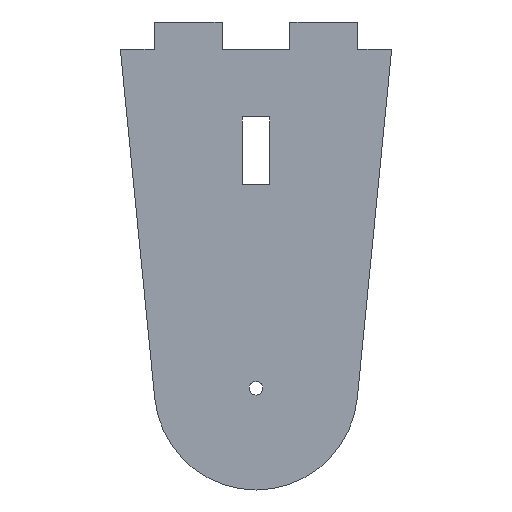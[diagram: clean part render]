
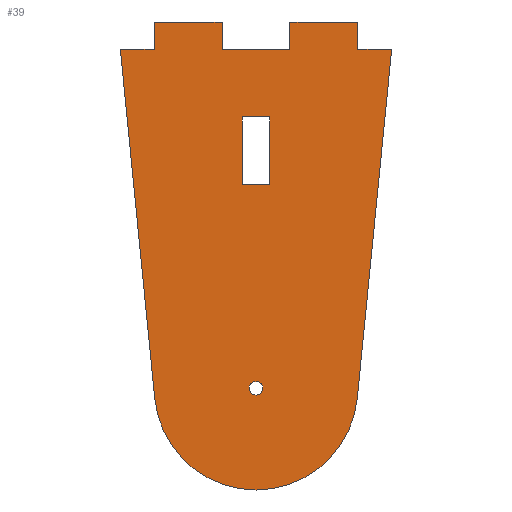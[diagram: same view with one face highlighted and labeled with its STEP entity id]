
A CAD part, front view. The second image highlights one B-rep face of the part: STEP entity #39.
In plain terms, the highlighted planar face has unit normal (0, -1, 0).
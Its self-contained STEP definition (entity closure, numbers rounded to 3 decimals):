
#4 = VERTEX_POINT ( 'NONE', #203 ) ;
#5 = ORIENTED_EDGE ( 'NONE', *, *, #26, .F. ) ;
#7 = CARTESIAN_POINT ( 'NONE',  ( -15., -2., 50. ) ) ;
#8 = ORIENTED_EDGE ( 'NONE', *, *, #231, .F. ) ;
#14 = CARTESIAN_POINT ( 'NONE',  ( 5., -2., 54. ) ) ;
#15 = DIRECTION ( 'NONE',  ( 0., 1., 0. ) ) ;
#16 = DIRECTION ( 'NONE',  ( 0., 0., 1. ) ) ;
#20 = LINE ( 'NONE', #85, #275 ) ;
#23 = AXIS2_PLACEMENT_3D ( 'NONE', #189, #588, #68 ) ;
#25 = FACE_OUTER_BOUND ( 'NONE', #161, .T. ) ;
#26 = EDGE_CURVE ( 'NONE', #282, #119, #90, .T. ) ;
#28 = VERTEX_POINT ( 'NONE', #542 ) ;
#29 = DIRECTION ( 'NONE',  ( 0., 1., 0. ) ) ;
#30 = CARTESIAN_POINT ( 'NONE',  ( 14.928, -2., -1.471 ) ) ;
#32 = ORIENTED_EDGE ( 'NONE', *, *, #543, .T. ) ;
#35 = DIRECTION ( 'NONE',  ( 1., 0., 0. ) ) ;
#39 = ADVANCED_FACE ( 'NONE', ( #139, #25, #553 ), #728, .F. ) ;
#41 = EDGE_CURVE ( 'NONE', #322, #394, #142, .T. ) ;
#45 = ORIENTED_EDGE ( 'NONE', *, *, #684, .T. ) ;
#48 = ORIENTED_EDGE ( 'NONE', *, *, #685, .F. ) ;
#49 = CARTESIAN_POINT ( 'NONE',  ( 15., -2., 54. ) ) ;
#51 = EDGE_CURVE ( 'NONE', #4, #97, #608, .T. ) ;
#54 = VERTEX_POINT ( 'NONE', #671 ) ;
#67 = CARTESIAN_POINT ( 'NONE',  ( -20., -2., 50. ) ) ;
#68 = DIRECTION ( 'NONE',  ( 0., 0., 1. ) ) ;
#69 = ORIENTED_EDGE ( 'NONE', *, *, #286, .T. ) ;
#85 = CARTESIAN_POINT ( 'NONE',  ( -5., -2., 50. ) ) ;
#89 = EDGE_CURVE ( 'NONE', #394, #642, #480, .T. ) ;
#90 = CIRCLE ( 'NONE', #440, 15. ) ;
#91 = VECTOR ( 'NONE', #459, 1000. ) ;
#97 = VERTEX_POINT ( 'NONE', #380 ) ;
#101 = VECTOR ( 'NONE', #35, 1000. ) ;
#106 = VECTOR ( 'NONE', #717, 1000. ) ;
#115 = ORIENTED_EDGE ( 'NONE', *, *, #420, .F. ) ;
#117 = CARTESIAN_POINT ( 'NONE',  ( -15., -2., 54. ) ) ;
#119 = VERTEX_POINT ( 'NONE', #531 ) ;
#123 = CARTESIAN_POINT ( 'NONE',  ( 0., -2., -15. ) ) ;
#124 = ORIENTED_EDGE ( 'NONE', *, *, #230, .F. ) ;
#125 = EDGE_CURVE ( 'NONE', #54, #602, #586, .T. ) ;
#126 = ORIENTED_EDGE ( 'NONE', *, *, #41, .T. ) ;
#127 = CARTESIAN_POINT ( 'NONE',  ( -5., -2., 50. ) ) ;
#128 = CARTESIAN_POINT ( 'NONE',  ( 0., -2., -1. ) ) ;
#129 = LINE ( 'NONE', #353, #631 ) ;
#139 = FACE_BOUND ( 'NONE', #355, .T. ) ;
#142 = LINE ( 'NONE', #427, #595 ) ;
#146 = CARTESIAN_POINT ( 'NONE',  ( -2., -2., 40. ) ) ;
#148 = EDGE_CURVE ( 'NONE', #195, #367, #20, .T. ) ;
#154 = VECTOR ( 'NONE', #336, 1000. ) ;
#161 = EDGE_LOOP ( 'NONE', ( #655, #8, #695, #5, #635, #227, #115, #513, #550, #739, #577, #48, #124 ) ) ;
#163 = CARTESIAN_POINT ( 'NONE',  ( 15., -2., 50. ) ) ;
#164 = CARTESIAN_POINT ( 'NONE',  ( -5., -2., 50. ) ) ;
#189 = CARTESIAN_POINT ( 'NONE',  ( 0., -2., 0. ) ) ;
#195 = VERTEX_POINT ( 'NONE', #127 ) ;
#198 = DIRECTION ( 'NONE',  ( 0., 0., 1. ) ) ;
#199 = VECTOR ( 'NONE', #424, 1000. ) ;
#203 = CARTESIAN_POINT ( 'NONE',  ( 20., -2., 50. ) ) ;
#206 = DIRECTION ( 'NONE',  ( 0., 0., 1. ) ) ;
#210 = VECTOR ( 'NONE', #243, 1000. ) ;
#218 = CARTESIAN_POINT ( 'NONE',  ( -2., -2., 40. ) ) ;
#225 = LINE ( 'NONE', #451, #91 ) ;
#227 = ORIENTED_EDGE ( 'NONE', *, *, #51, .F. ) ;
#230 = EDGE_CURVE ( 'NONE', #28, #263, #699, .T. ) ;
#231 = EDGE_CURVE ( 'NONE', #486, #467, #295, .T. ) ;
#234 = CIRCLE ( 'NONE', #432, 15. ) ;
#238 = LINE ( 'NONE', #164, #580 ) ;
#242 = ORIENTED_EDGE ( 'NONE', *, *, #89, .T. ) ;
#243 = DIRECTION ( 'NONE',  ( 1., 0., 0. ) ) ;
#245 = CARTESIAN_POINT ( 'NONE',  ( -5., -2., 54. ) ) ;
#256 = LINE ( 'NONE', #716, #199 ) ;
#259 = CARTESIAN_POINT ( 'NONE',  ( 0., -2., 0. ) ) ;
#263 = VERTEX_POINT ( 'NONE', #245 ) ;
#264 = EDGE_CURVE ( 'NONE', #467, #28, #363, .T. ) ;
#266 = AXIS2_PLACEMENT_3D ( 'NONE', #362, #15, #526 ) ;
#272 = VECTOR ( 'NONE', #437, 1000. ) ;
#275 = VECTOR ( 'NONE', #493, 1000. ) ;
#277 = CARTESIAN_POINT ( 'NONE',  ( 2., -2., 40. ) ) ;
#282 = VERTEX_POINT ( 'NONE', #123 ) ;
#283 = EDGE_CURVE ( 'NONE', #367, #54, #408, .T. ) ;
#284 = CARTESIAN_POINT ( 'NONE',  ( 2., -2., 30. ) ) ;
#285 = LINE ( 'NONE', #163, #373 ) ;
#286 = EDGE_CURVE ( 'NONE', #365, #450, #342, .T. ) ;
#295 = LINE ( 'NONE', #418, #332 ) ;
#304 = EDGE_CURVE ( 'NONE', #119, #486, #129, .T. ) ;
#306 = CARTESIAN_POINT ( 'NONE',  ( -15., -2., 50. ) ) ;
#313 = DIRECTION ( 'NONE',  ( 0., 0., 1. ) ) ;
#322 = VERTEX_POINT ( 'NONE', #460 ) ;
#329 = AXIS2_PLACEMENT_3D ( 'NONE', #259, #483, #206 ) ;
#332 = VECTOR ( 'NONE', #646, 1000. ) ;
#336 = DIRECTION ( 'NONE',  ( 0., 0., -1. ) ) ;
#342 = CIRCLE ( 'NONE', #23, 1. ) ;
#348 = CARTESIAN_POINT ( 'NONE',  ( 2., -2., 30. ) ) ;
#352 = CARTESIAN_POINT ( 'NONE',  ( 0., -2., 0. ) ) ;
#353 = CARTESIAN_POINT ( 'NONE',  ( -20., -2., 50. ) ) ;
#355 = EDGE_LOOP ( 'NONE', ( #32, #69 ) ) ;
#358 = DIRECTION ( 'NONE',  ( 0., 0., 1. ) ) ;
#362 = CARTESIAN_POINT ( 'NONE',  ( 0., -2., 0. ) ) ;
#363 = LINE ( 'NONE', #7, #401 ) ;
#365 = VERTEX_POINT ( 'NONE', #518 ) ;
#367 = VERTEX_POINT ( 'NONE', #507 ) ;
#373 = VECTOR ( 'NONE', #745, 1000. ) ;
#380 = CARTESIAN_POINT ( 'NONE',  ( 14.928, -2., -1.471 ) ) ;
#394 = VERTEX_POINT ( 'NONE', #218 ) ;
#395 = LINE ( 'NONE', #284, #154 ) ;
#401 = VECTOR ( 'NONE', #16, 1000. ) ;
#408 = LINE ( 'NONE', #711, #673 ) ;
#418 = CARTESIAN_POINT ( 'NONE',  ( -20., -2., 50. ) ) ;
#420 = EDGE_CURVE ( 'NONE', #678, #4, #285, .T. ) ;
#424 = DIRECTION ( 'NONE',  ( 0., 0., -1. ) ) ;
#427 = CARTESIAN_POINT ( 'NONE',  ( -2., -2., 30. ) ) ;
#432 = AXIS2_PLACEMENT_3D ( 'NONE', #352, #29, #582 ) ;
#437 = DIRECTION ( 'NONE',  ( -0.098, 0., -0.995 ) ) ;
#440 = AXIS2_PLACEMENT_3D ( 'NONE', #490, #722, #313 ) ;
#450 = VERTEX_POINT ( 'NONE', #128 ) ;
#451 = CARTESIAN_POINT ( 'NONE',  ( -2., -2., 30. ) ) ;
#459 = DIRECTION ( 'NONE',  ( -1., 0., 0. ) ) ;
#460 = CARTESIAN_POINT ( 'NONE',  ( -2., -2., 30. ) ) ;
#467 = VERTEX_POINT ( 'NONE', #306 ) ;
#480 = LINE ( 'NONE', #146, #101 ) ;
#483 = DIRECTION ( 'NONE',  ( 0., 1., 0. ) ) ;
#486 = VERTEX_POINT ( 'NONE', #67 ) ;
#490 = CARTESIAN_POINT ( 'NONE',  ( 0., -2., 0. ) ) ;
#493 = DIRECTION ( 'NONE',  ( 1., 0., 0. ) ) ;
#507 = CARTESIAN_POINT ( 'NONE',  ( 5., -2., 50. ) ) ;
#512 = EDGE_CURVE ( 'NONE', #97, #282, #234, .T. ) ;
#513 = ORIENTED_EDGE ( 'NONE', *, *, #572, .F. ) ;
#518 = CARTESIAN_POINT ( 'NONE',  ( 0., -2., 1. ) ) ;
#526 = DIRECTION ( 'NONE',  ( 0., 0., 1. ) ) ;
#531 = CARTESIAN_POINT ( 'NONE',  ( -14.928, -2., -1.471 ) ) ;
#542 = CARTESIAN_POINT ( 'NONE',  ( -15., -2., 54. ) ) ;
#543 = EDGE_CURVE ( 'NONE', #450, #365, #736, .T. ) ;
#550 = ORIENTED_EDGE ( 'NONE', *, *, #125, .F. ) ;
#553 = FACE_BOUND ( 'NONE', #594, .T. ) ;
#563 = DIRECTION ( 'NONE',  ( 0., 0., -1. ) ) ;
#567 = CARTESIAN_POINT ( 'NONE',  ( 15., -2., 50. ) ) ;
#572 = EDGE_CURVE ( 'NONE', #602, #678, #256, .T. ) ;
#577 = ORIENTED_EDGE ( 'NONE', *, *, #148, .F. ) ;
#580 = VECTOR ( 'NONE', #563, 1000. ) ;
#582 = DIRECTION ( 'NONE',  ( 0., 0., 1. ) ) ;
#585 = VERTEX_POINT ( 'NONE', #348 ) ;
#586 = LINE ( 'NONE', #14, #210 ) ;
#588 = DIRECTION ( 'NONE',  ( 0., 1., 0. ) ) ;
#593 = DIRECTION ( 'NONE',  ( -0.098, 0., 0.995 ) ) ;
#594 = EDGE_LOOP ( 'NONE', ( #126, #242, #45, #648 ) ) ;
#595 = VECTOR ( 'NONE', #198, 1000. ) ;
#602 = VERTEX_POINT ( 'NONE', #49 ) ;
#608 = LINE ( 'NONE', #30, #272 ) ;
#631 = VECTOR ( 'NONE', #593, 1000. ) ;
#635 = ORIENTED_EDGE ( 'NONE', *, *, #512, .F. ) ;
#642 = VERTEX_POINT ( 'NONE', #277 ) ;
#646 = DIRECTION ( 'NONE',  ( 1., 0., 0. ) ) ;
#648 = ORIENTED_EDGE ( 'NONE', *, *, #742, .T. ) ;
#655 = ORIENTED_EDGE ( 'NONE', *, *, #264, .F. ) ;
#671 = CARTESIAN_POINT ( 'NONE',  ( 5., -2., 54. ) ) ;
#673 = VECTOR ( 'NONE', #358, 1000. ) ;
#678 = VERTEX_POINT ( 'NONE', #567 ) ;
#684 = EDGE_CURVE ( 'NONE', #642, #585, #395, .T. ) ;
#685 = EDGE_CURVE ( 'NONE', #263, #195, #238, .T. ) ;
#695 = ORIENTED_EDGE ( 'NONE', *, *, #304, .F. ) ;
#699 = LINE ( 'NONE', #117, #106 ) ;
#711 = CARTESIAN_POINT ( 'NONE',  ( 5., -2., 50. ) ) ;
#716 = CARTESIAN_POINT ( 'NONE',  ( 15., -2., 50. ) ) ;
#717 = DIRECTION ( 'NONE',  ( 1., 0., 0. ) ) ;
#722 = DIRECTION ( 'NONE',  ( 0., 1., 0. ) ) ;
#728 = PLANE ( 'NONE',  #329 ) ;
#736 = CIRCLE ( 'NONE', #266, 1. ) ;
#739 = ORIENTED_EDGE ( 'NONE', *, *, #283, .F. ) ;
#742 = EDGE_CURVE ( 'NONE', #585, #322, #225, .T. ) ;
#745 = DIRECTION ( 'NONE',  ( 1., 0., 0. ) ) ;
